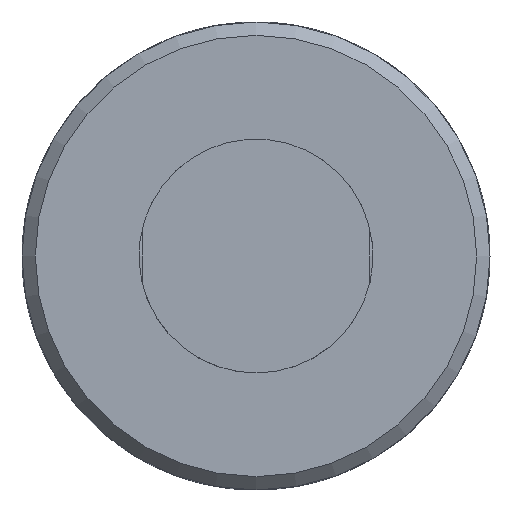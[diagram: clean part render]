
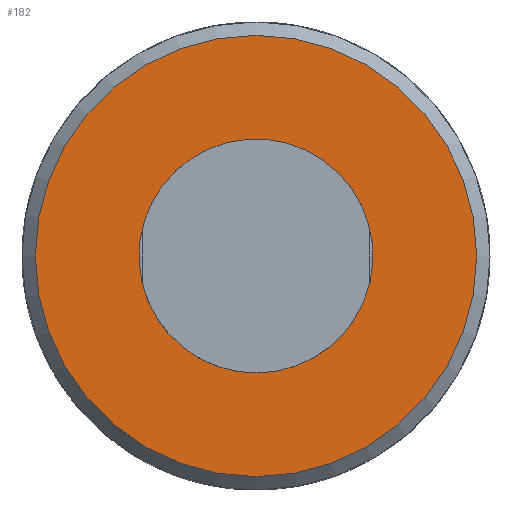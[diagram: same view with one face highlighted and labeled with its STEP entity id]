
A CAD part, left-side view. The second image highlights one B-rep face of the part: STEP entity #182.
In plain terms, the highlighted planar face has unit normal (-1, 0, 0).
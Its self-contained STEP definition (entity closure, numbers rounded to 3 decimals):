
#182 = ADVANCED_FACE( '', ( #349, #350 ), #351, .F. );
#349 = FACE_OUTER_BOUND( '', #495, .T. );
#350 = FACE_BOUND( '', #496, .T. );
#351 = PLANE( '', #497 );
#495 = EDGE_LOOP( '', ( #765 ) );
#496 = EDGE_LOOP( '', ( #766 ) );
#497 = AXIS2_PLACEMENT_3D( '', #767, #768, #769 );
#765 = ORIENTED_EDGE( '', *, *, #854, .F. );
#766 = ORIENTED_EDGE( '', *, *, #810, .T. );
#767 = CARTESIAN_POINT( '', ( 0., 0., 0. ) );
#768 = DIRECTION( '', ( 1., 0., 0. ) );
#769 = DIRECTION( '', ( 0., 0., -1. ) );
#810 = EDGE_CURVE( '', #931, #931, #932, .T. );
#854 = EDGE_CURVE( '', #997, #997, #998, .T. );
#931 = VERTEX_POINT( '', #1408 );
#932 = CIRCLE( '', #1409, 17.5 );
#997 = VERTEX_POINT( '', #1627 );
#998 = CIRCLE( '', #1628, 33. );
#1408 = CARTESIAN_POINT( '', ( 0., 0., -17.5 ) );
#1409 = AXIS2_PLACEMENT_3D( '', #1694, #1695, #1696 );
#1627 = CARTESIAN_POINT( '', ( 0., 0., -33. ) );
#1628 = AXIS2_PLACEMENT_3D( '', #1745, #1746, #1747 );
#1694 = CARTESIAN_POINT( '', ( 0., 0., 0. ) );
#1695 = DIRECTION( '', ( 1., 0., 0. ) );
#1696 = DIRECTION( '', ( 0., 0., -1. ) );
#1745 = CARTESIAN_POINT( '', ( 0., 0., 0. ) );
#1746 = DIRECTION( '', ( 1., 0., 0. ) );
#1747 = DIRECTION( '', ( 0., 0., -1. ) );
